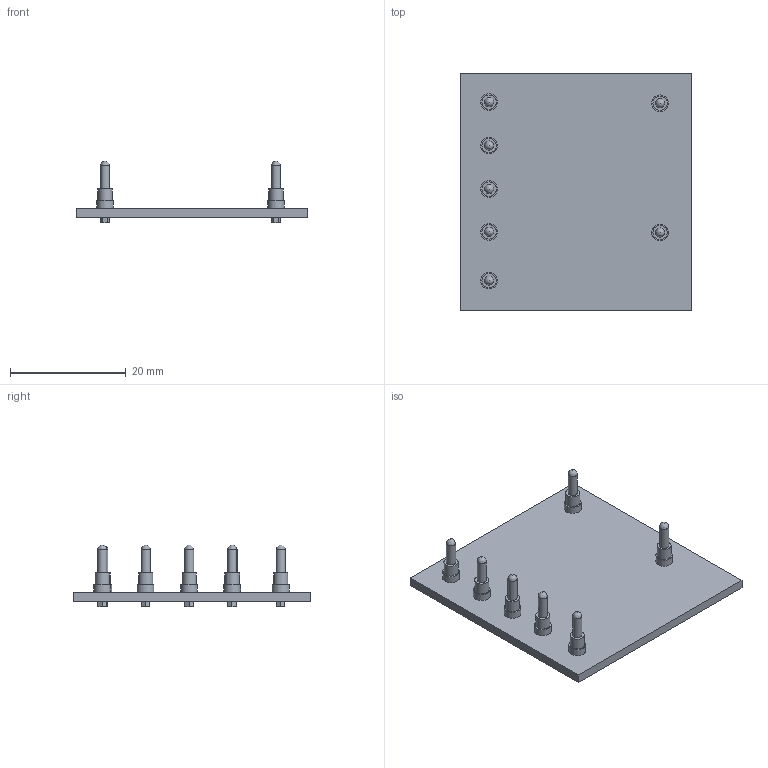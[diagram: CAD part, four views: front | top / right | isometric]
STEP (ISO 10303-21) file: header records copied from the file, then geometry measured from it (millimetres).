
FILE_DESCRIPTION(('FreeCAD Model'),'2;1');
FILE_NAME('xformer_pins.step','2019-01-19T19:13:15',('kicad StepUp'),( 'ksu MCAD'),'Open CASCADE STEP processor 7.2','FreeCAD','Unknown');
FILE_SCHEMA(('AUTOMOTIVE_DESIGN { 1 0 10303 214 1 1 1 1 }'));
Length unit declared in the file: millimetre
Products named in the file (1): xformer_pins
Bounding box: 40 x 41 x 10.65 mm (x, y, z)
Volume: 2822.5 mm3; surface area: 3914.9 mm2
Topology: 1 solids, 1 shells, 97 faces, 215 edges, 141 vertices
Faces by surface type: plane 69, cylinder 21, revolution 7
Full cylindrical faces by diameter (mm): 1.57 x7, 2.44 x7, 2.87 x7
Entity records: 3347 total; most frequent: DIRECTION 460, CARTESIAN_POINT 454, ORIENTED_EDGE 416, EDGE_CURVE 208, LINE 159, VECTOR 159, AXIS2_PLACEMENT_3D 147, VERTEX_POINT 141
